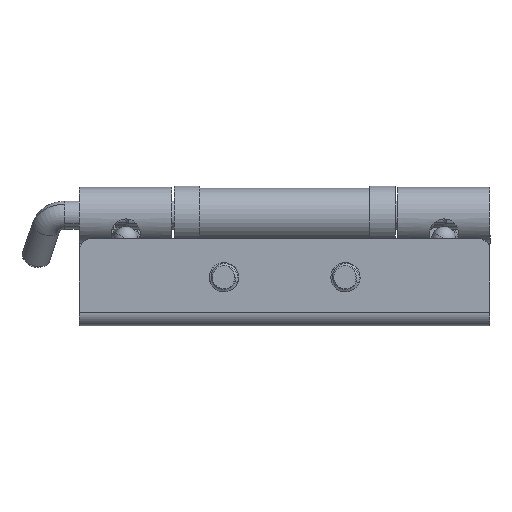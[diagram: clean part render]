
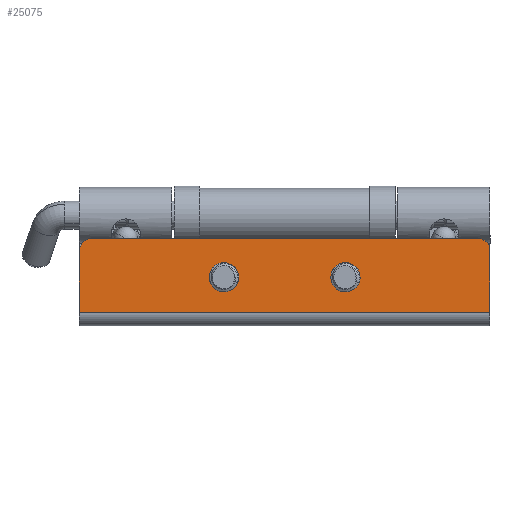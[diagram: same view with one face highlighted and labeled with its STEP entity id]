
A CAD part, left-side view. The second image highlights one B-rep face of the part: STEP entity #25075.
In plain terms, the highlighted planar face has unit normal (-1, 0, 0).
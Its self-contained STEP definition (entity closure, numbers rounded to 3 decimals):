
#15 = VERTEX_POINT ( 'NONE', #24451 ) ;
#273 = CIRCLE ( 'NONE', #25447, 3. ) ;
#656 = CIRCLE ( 'NONE', #2513, 3. ) ;
#755 = CIRCLE ( 'NONE', #11944, 2.5 ) ;
#786 = EDGE_LOOP ( 'NONE', ( #13679, #6968, #940, #19063, #20997, #8977 ) ) ;
#940 = ORIENTED_EDGE ( 'NONE', *, *, #7010, .F. ) ;
#1183 = CARTESIAN_POINT ( 'NONE',  ( -23., -12.5, 10. ) ) ;
#1232 = DIRECTION ( 'NONE',  ( 0., 0., -1. ) ) ;
#1246 = ORIENTED_EDGE ( 'NONE', *, *, #18884, .T. ) ;
#1623 = CARTESIAN_POINT ( 'NONE',  ( -23., -9.5, 10. ) ) ;
#1700 = DIRECTION ( 'NONE',  ( 0., 0., 1. ) ) ;
#1929 = EDGE_CURVE ( 'NONE', #15, #5572, #22271, .T. ) ;
#2013 = EDGE_LOOP ( 'NONE', ( #1246, #6101 ) ) ;
#2146 = EDGE_CURVE ( 'NONE', #14540, #15, #12327, .T. ) ;
#2325 = CARTESIAN_POINT ( 'NONE',  ( -23., 40.25, 18. ) ) ;
#2438 = VERTEX_POINT ( 'NONE', #26053 ) ;
#2513 = AXIS2_PLACEMENT_3D ( 'NONE', #6603, #15510, #13320 ) ;
#2879 = DIRECTION ( 'NONE',  ( 0., 0., -1. ) ) ;
#3020 = LINE ( 'NONE', #7410, #17997 ) ;
#3295 = VERTEX_POINT ( 'NONE', #14866 ) ;
#3709 = CARTESIAN_POINT ( 'NONE',  ( -23., 14.083, 2.75 ) ) ;
#3719 = DIRECTION ( 'NONE',  ( 0., 1., 0. ) ) ;
#4031 = CARTESIAN_POINT ( 'NONE',  ( -23., 39.75, 15.5 ) ) ;
#4757 = EDGE_CURVE ( 'NONE', #5572, #28585, #3020, .T. ) ;
#4768 = VERTEX_POINT ( 'NONE', #11919 ) ;
#4901 = EDGE_CURVE ( 'NONE', #28585, #3295, #25940, .T. ) ;
#5572 = VERTEX_POINT ( 'NONE', #11172 ) ;
#5635 = VERTEX_POINT ( 'NONE', #1623 ) ;
#5909 = CARTESIAN_POINT ( 'NONE',  ( -23., -42.25, 2.75 ) ) ;
#6101 = ORIENTED_EDGE ( 'NONE', *, *, #13292, .T. ) ;
#6258 = AXIS2_PLACEMENT_3D ( 'NONE', #14764, #12421, #7897 ) ;
#6603 = CARTESIAN_POINT ( 'NONE',  ( -23., 12.5, 10. ) ) ;
#6968 = ORIENTED_EDGE ( 'NONE', *, *, #2146, .F. ) ;
#7010 = EDGE_CURVE ( 'NONE', #4768, #14540, #755, .T. ) ;
#7410 = CARTESIAN_POINT ( 'NONE',  ( -23., 42.25, -0.5 ) ) ;
#7415 = EDGE_CURVE ( 'NONE', #5635, #28433, #28757, .T. ) ;
#7805 = EDGE_LOOP ( 'NONE', ( #9437, #23579, #23117 ) ) ;
#7897 = DIRECTION ( 'NONE',  ( 0., 0., -1. ) ) ;
#8540 = DIRECTION ( 'NONE',  ( 1., 0., 0. ) ) ;
#8977 = ORIENTED_EDGE ( 'NONE', *, *, #4757, .F. ) ;
#9437 = ORIENTED_EDGE ( 'NONE', *, *, #23699, .T. ) ;
#9595 = AXIS2_PLACEMENT_3D ( 'NONE', #4031, #28697, #1700 ) ;
#9655 = CARTESIAN_POINT ( 'NONE',  ( -23., 15.5, 10. ) ) ;
#10087 = DIRECTION ( 'NONE',  ( 0., 1., 0. ) ) ;
#10131 = CARTESIAN_POINT ( 'NONE',  ( -23., -14.083, 2.75 ) ) ;
#10604 = DIRECTION ( 'NONE',  ( 1., 0., 0. ) ) ;
#11172 = CARTESIAN_POINT ( 'NONE',  ( -23., 42.25, 2.75 ) ) ;
#11225 = DIRECTION ( 'NONE',  ( 0., -1., 0. ) ) ;
#11919 = CARTESIAN_POINT ( 'NONE',  ( -23., -39.75, 18. ) ) ;
#11944 = AXIS2_PLACEMENT_3D ( 'NONE', #13838, #24780, #2879 ) ;
#12327 = LINE ( 'NONE', #21228, #21492 ) ;
#12421 = DIRECTION ( 'NONE',  ( -1., 0., 0. ) ) ;
#12571 = FACE_BOUND ( 'NONE', #2013, .T. ) ;
#13292 = EDGE_CURVE ( 'NONE', #16780, #2438, #656, .T. ) ;
#13320 = DIRECTION ( 'NONE',  ( 0., -1., 0. ) ) ;
#13679 = ORIENTED_EDGE ( 'NONE', *, *, #1929, .F. ) ;
#13838 = CARTESIAN_POINT ( 'NONE',  ( -23., -39.75, 15.5 ) ) ;
#14540 = VERTEX_POINT ( 'NONE', #25229 ) ;
#14552 = DIRECTION ( 'NONE',  ( 0., 1., 0. ) ) ;
#14634 = CARTESIAN_POINT ( 'NONE',  ( -23., 42.25, 15.5 ) ) ;
#14764 = CARTESIAN_POINT ( 'NONE',  ( -23., 42.75, 18.5 ) ) ;
#14866 = CARTESIAN_POINT ( 'NONE',  ( -23., 39.75, 18. ) ) ;
#15205 = CIRCLE ( 'NONE', #19871, 3. ) ;
#15510 = DIRECTION ( 'NONE',  ( 1., 0., 0. ) ) ;
#16780 = VERTEX_POINT ( 'NONE', #9655 ) ;
#17997 = VECTOR ( 'NONE', #25211, 1000. ) ;
#18097 = VERTEX_POINT ( 'NONE', #28119 ) ;
#18884 = EDGE_CURVE ( 'NONE', #2438, #16780, #22488, .T. ) ;
#18989 = FACE_BOUND ( 'NONE', #7805, .T. ) ;
#19063 = ORIENTED_EDGE ( 'NONE', *, *, #23320, .F. ) ;
#19103 = CARTESIAN_POINT ( 'NONE',  ( -23., 12.5, 10. ) ) ;
#19871 = AXIS2_PLACEMENT_3D ( 'NONE', #28100, #8540, #3719 ) ;
#20997 = ORIENTED_EDGE ( 'NONE', *, *, #4901, .F. ) ;
#21228 = CARTESIAN_POINT ( 'NONE',  ( -23., -42.25, -0.5 ) ) ;
#21492 = VECTOR ( 'NONE', #1232, 1000. ) ;
#21568 = AXIS2_PLACEMENT_3D ( 'NONE', #19103, #23198, #25824 ) ;
#21911 = PLANE ( 'NONE',  #6258 ) ;
#22271 = B_SPLINE_CURVE_WITH_KNOTS ( 'NONE', 3,
 ( #5909, #10131, #3709, #25907 ),
 .UNSPECIFIED., .F., .F.,
 ( 4, 4 ),
 ( 0., 1. ),
 .UNSPECIFIED. ) ;
#22322 = LINE ( 'NONE', #2325, #27316 ) ;
#22421 = EDGE_CURVE ( 'NONE', #28433, #18097, #273, .T. ) ;
#22488 = CIRCLE ( 'NONE', #21568, 3. ) ;
#23117 = ORIENTED_EDGE ( 'NONE', *, *, #22421, .T. ) ;
#23198 = DIRECTION ( 'NONE',  ( 1., 0., 0. ) ) ;
#23320 = EDGE_CURVE ( 'NONE', #3295, #4768, #22322, .T. ) ;
#23579 = ORIENTED_EDGE ( 'NONE', *, *, #7415, .T. ) ;
#23699 = EDGE_CURVE ( 'NONE', #18097, #5635, #15205, .T. ) ;
#24451 = CARTESIAN_POINT ( 'NONE',  ( -23., -42.25, 2.75 ) ) ;
#24780 = DIRECTION ( 'NONE',  ( 1., 0., 0. ) ) ;
#25020 = AXIS2_PLACEMENT_3D ( 'NONE', #28412, #10604, #14552 ) ;
#25075 = ADVANCED_FACE ( 'NONE', ( #18989, #12571, #28328 ), #21911, .T. ) ;
#25211 = DIRECTION ( 'NONE',  ( 0., 0., 1. ) ) ;
#25229 = CARTESIAN_POINT ( 'NONE',  ( -23., -42.25, 15.5 ) ) ;
#25447 = AXIS2_PLACEMENT_3D ( 'NONE', #1183, #28046, #10087 ) ;
#25801 = CARTESIAN_POINT ( 'NONE',  ( -23., -12.5, 13. ) ) ;
#25824 = DIRECTION ( 'NONE',  ( 0., -1., 0. ) ) ;
#25907 = CARTESIAN_POINT ( 'NONE',  ( -23., 42.25, 2.75 ) ) ;
#25940 = CIRCLE ( 'NONE', #9595, 2.5 ) ;
#26053 = CARTESIAN_POINT ( 'NONE',  ( -23., 9.5, 10. ) ) ;
#27316 = VECTOR ( 'NONE', #11225, 1000. ) ;
#28046 = DIRECTION ( 'NONE',  ( 1., 0., 0. ) ) ;
#28100 = CARTESIAN_POINT ( 'NONE',  ( -23., -12.5, 10. ) ) ;
#28119 = CARTESIAN_POINT ( 'NONE',  ( -23., -12.5, 7. ) ) ;
#28328 = FACE_OUTER_BOUND ( 'NONE', #786, .T. ) ;
#28412 = CARTESIAN_POINT ( 'NONE',  ( -23., -12.5, 10. ) ) ;
#28433 = VERTEX_POINT ( 'NONE', #25801 ) ;
#28585 = VERTEX_POINT ( 'NONE', #14634 ) ;
#28697 = DIRECTION ( 'NONE',  ( 1., 0., 0. ) ) ;
#28757 = CIRCLE ( 'NONE', #25020, 3. ) ;
